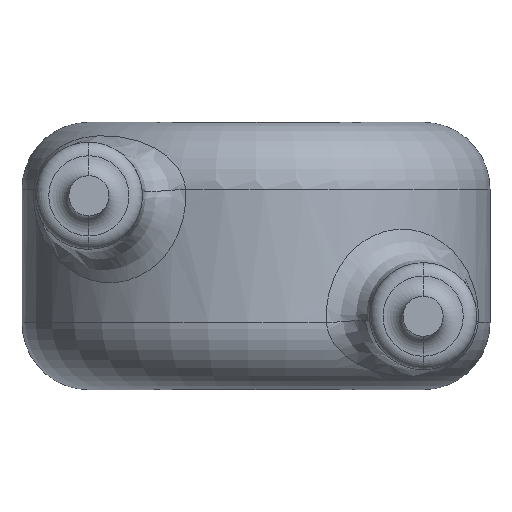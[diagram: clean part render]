
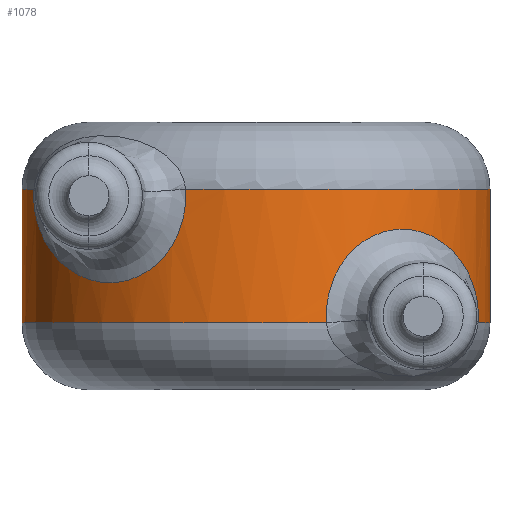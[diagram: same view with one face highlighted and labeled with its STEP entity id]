
A CAD part, front view. The second image highlights one B-rep face of the part: STEP entity #1078.
In plain terms, the highlighted cylindrical face has radius 3.5 mm (diameter 7 mm), a partial arc.
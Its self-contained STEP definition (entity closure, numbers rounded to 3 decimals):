
#2 = B_SPLINE_CURVE_WITH_KNOTS ( 'NONE', 3,
 ( #725, #731, #732, #733, #734, #735, #736, #737, #738, #739, #740, #741, #742, #743, #744, #745, #746, #747, #748, #749, #750, #751 ),
 .UNSPECIFIED., .F., .F.,
 ( 4, 2, 2, 2, 2, 2, 2, 2, 2, 2, 4 ),
 ( 0., 0., 0.001, 0.001, 0.002, 0.002, 0.003, 0.004, 0.004, 0.005, 0.005 ),
 .UNSPECIFIED. ) ;
#18 = B_SPLINE_CURVE_WITH_KNOTS ( 'NONE', 3,
 ( #234, #238, #239, #240, #241, #242, #243, #244, #245, #246, #247, #248, #249, #250, #251, #252, #253, #254, #255, #256, #257, #258 ),
 .UNSPECIFIED., .F., .F.,
 ( 4, 2, 2, 2, 2, 2, 2, 2, 2, 2, 4 ),
 ( 0., 0., 0.001, 0.001, 0.002, 0.002, 0.003, 0.004, 0.004, 0.005, 0.005 ),
 .UNSPECIFIED. ) ;
#39 = FACE_OUTER_BOUND ( 'NONE', #1037, .T. ) ;
#42 = CIRCLE ( 'NONE', #68, 3.5 ) ;
#44 = CYLINDRICAL_SURFACE ( 'NONE', #2103, 3.5 ) ;
#68 = AXIS2_PLACEMENT_3D ( 'NONE', #218, #219, #220 ) ;
#218 = CARTESIAN_POINT ( 'NONE',  ( 0., 6.2, 1. ) ) ;
#219 = DIRECTION ( 'NONE',  ( 0., 0., -1. ) ) ;
#220 = DIRECTION ( 'NONE',  ( 1., 0., 0. ) ) ;
#234 = CARTESIAN_POINT ( 'NONE',  ( -1.053, 2.862, 1. ) ) ;
#238 = CARTESIAN_POINT ( 'NONE',  ( -1.047, 2.86, 0.899 ) ) ;
#239 = CARTESIAN_POINT ( 'NONE',  ( -1.05, 2.861, 0.798 ) ) ;
#240 = CARTESIAN_POINT ( 'NONE',  ( -1.077, 2.87, 0.6 ) ) ;
#241 = CARTESIAN_POINT ( 'NONE',  ( -1.101, 2.878, 0.501 ) ) ;
#242 = CARTESIAN_POINT ( 'NONE',  ( -1.202, 2.912, 0.219 ) ) ;
#243 = CARTESIAN_POINT ( 'NONE',  ( -1.31, 2.951, 0.047 ) ) ;
#244 = CARTESIAN_POINT ( 'NONE',  ( -1.584, 3.075, -0.221 ) ) ;
#245 = CARTESIAN_POINT ( 'NONE',  ( -1.748, 3.162, -0.315 ) ) ;
#246 = CARTESIAN_POINT ( 'NONE',  ( -2.075, 3.375, -0.408 ) ) ;
#247 = CARTESIAN_POINT ( 'NONE',  ( -2.238, 3.501, -0.41 ) ) ;
#248 = CARTESIAN_POINT ( 'NONE',  ( -2.527, 3.77, -0.352 ) ) ;
#249 = CARTESIAN_POINT ( 'NONE',  ( -2.658, 3.915, -0.293 ) ) ;
#250 = CARTESIAN_POINT ( 'NONE',  ( -2.883, 4.206, -0.14 ) ) ;
#251 = CARTESIAN_POINT ( 'NONE',  ( -2.978, 4.353, -0.046 ) ) ;
#252 = CARTESIAN_POINT ( 'NONE',  ( -3.14, 4.645, 0.175 ) ) ;
#253 = CARTESIAN_POINT ( 'NONE',  ( -3.206, 4.79, 0.299 ) ) ;
#254 = CARTESIAN_POINT ( 'NONE',  ( -3.279, 4.975, 0.526 ) ) ;
#255 = CARTESIAN_POINT ( 'NONE',  ( -3.299, 5.031, 0.609 ) ) ;
#256 = CARTESIAN_POINT ( 'NONE',  ( -3.324, 5.105, 0.796 ) ) ;
#257 = CARTESIAN_POINT ( 'NONE',  ( -3.328, 5.117, 0.9 ) ) ;
#258 = CARTESIAN_POINT ( 'NONE',  ( -3.322, 5.097, 1. ) ) ;
#268 = DIRECTION ( 'NONE',  ( -1., 0., 0. ) ) ;
#269 = DIRECTION ( 'NONE',  ( 0., 0., -1. ) ) ;
#270 = CARTESIAN_POINT ( 'NONE',  ( 0., 6.2, 2. ) ) ;
#629 = CARTESIAN_POINT ( 'NONE',  ( -3.5, 6.2, 1. ) ) ;
#634 = CARTESIAN_POINT ( 'NONE',  ( -3.5, 6.2, -1. ) ) ;
#635 = CARTESIAN_POINT ( 'NONE',  ( 3.322, 5.097, -1. ) ) ;
#636 = CARTESIAN_POINT ( 'NONE',  ( -1.053, 2.862, 1. ) ) ;
#641 = CARTESIAN_POINT ( 'NONE',  ( 1.053, 2.862, -1. ) ) ;
#642 = CARTESIAN_POINT ( 'NONE',  ( 3.5, 6.2, 1. ) ) ;
#654 = CARTESIAN_POINT ( 'NONE',  ( -3.322, 5.097, 1. ) ) ;
#655 = CARTESIAN_POINT ( 'NONE',  ( 3.5, 6.2, -1. ) ) ;
#674 = CARTESIAN_POINT ( 'NONE',  ( 0., 6.2, 1. ) ) ;
#682 = DIRECTION ( 'NONE',  ( 0., 0., -1. ) ) ;
#683 = DIRECTION ( 'NONE',  ( 1., 0., 0. ) ) ;
#704 = CARTESIAN_POINT ( 'NONE',  ( -3.5, 6.2, 2. ) ) ;
#705 = DIRECTION ( 'NONE',  ( 0., 0., -1. ) ) ;
#725 = CARTESIAN_POINT ( 'NONE',  ( 1.053, 2.862, -1. ) ) ;
#731 = CARTESIAN_POINT ( 'NONE',  ( 1.047, 2.86, -0.899 ) ) ;
#732 = CARTESIAN_POINT ( 'NONE',  ( 1.05, 2.861, -0.798 ) ) ;
#733 = CARTESIAN_POINT ( 'NONE',  ( 1.077, 2.87, -0.6 ) ) ;
#734 = CARTESIAN_POINT ( 'NONE',  ( 1.101, 2.878, -0.501 ) ) ;
#735 = CARTESIAN_POINT ( 'NONE',  ( 1.202, 2.912, -0.219 ) ) ;
#736 = CARTESIAN_POINT ( 'NONE',  ( 1.31, 2.951, -0.047 ) ) ;
#737 = CARTESIAN_POINT ( 'NONE',  ( 1.584, 3.075, 0.221 ) ) ;
#738 = CARTESIAN_POINT ( 'NONE',  ( 1.748, 3.162, 0.315 ) ) ;
#739 = CARTESIAN_POINT ( 'NONE',  ( 2.075, 3.375, 0.408 ) ) ;
#740 = CARTESIAN_POINT ( 'NONE',  ( 2.238, 3.501, 0.41 ) ) ;
#741 = CARTESIAN_POINT ( 'NONE',  ( 2.527, 3.77, 0.352 ) ) ;
#742 = CARTESIAN_POINT ( 'NONE',  ( 2.658, 3.915, 0.293 ) ) ;
#743 = CARTESIAN_POINT ( 'NONE',  ( 2.883, 4.206, 0.14 ) ) ;
#744 = CARTESIAN_POINT ( 'NONE',  ( 2.978, 4.353, 0.046 ) ) ;
#745 = CARTESIAN_POINT ( 'NONE',  ( 3.14, 4.645, -0.175 ) ) ;
#746 = CARTESIAN_POINT ( 'NONE',  ( 3.206, 4.79, -0.299 ) ) ;
#747 = CARTESIAN_POINT ( 'NONE',  ( 3.279, 4.975, -0.526 ) ) ;
#748 = CARTESIAN_POINT ( 'NONE',  ( 3.299, 5.031, -0.609 ) ) ;
#749 = CARTESIAN_POINT ( 'NONE',  ( 3.324, 5.105, -0.796 ) ) ;
#750 = CARTESIAN_POINT ( 'NONE',  ( 3.328, 5.117, -0.9 ) ) ;
#751 = CARTESIAN_POINT ( 'NONE',  ( 3.322, 5.097, -1. ) ) ;
#752 = CARTESIAN_POINT ( 'NONE',  ( 0., 6.2, -1. ) ) ;
#753 = DIRECTION ( 'NONE',  ( 0., 0., 1. ) ) ;
#754 = DIRECTION ( 'NONE',  ( 1., 0., 0. ) ) ;
#755 = CARTESIAN_POINT ( 'NONE',  ( 0., 6.2, -1. ) ) ;
#758 = CARTESIAN_POINT ( 'NONE',  ( 3.5, 6.2, 2. ) ) ;
#759 = DIRECTION ( 'NONE',  ( 0., 0., -1. ) ) ;
#763 = DIRECTION ( 'NONE',  ( 0., 0., 1. ) ) ;
#764 = DIRECTION ( 'NONE',  ( 1., 0., 0. ) ) ;
#848 = AXIS2_PLACEMENT_3D ( 'NONE', #674, #682, #683 ) ;
#854 = AXIS2_PLACEMENT_3D ( 'NONE', #752, #753, #754 ) ;
#856 = AXIS2_PLACEMENT_3D ( 'NONE', #755, #763, #764 ) ;
#892 = EDGE_CURVE ( 'NONE', #1131, #1107, #42, .T. ) ;
#896 = EDGE_CURVE ( 'NONE', #1111, #1131, #18, .T. ) ;
#907 = ORIENTED_EDGE ( 'NONE', *, *, #1162, .T. ) ;
#914 = ORIENTED_EDGE ( 'NONE', *, *, #1172, .F. ) ;
#935 = ORIENTED_EDGE ( 'NONE', *, *, #1154, .T. ) ;
#936 = ORIENTED_EDGE ( 'NONE', *, *, #1169, .T. ) ;
#950 = ORIENTED_EDGE ( 'NONE', *, *, #896, .T. ) ;
#997 = ORIENTED_EDGE ( 'NONE', *, *, #1174, .T. ) ;
#1001 = ORIENTED_EDGE ( 'NONE', *, *, #1170, .T. ) ;
#1018 = ORIENTED_EDGE ( 'NONE', *, *, #892, .T. ) ;
#1037 = EDGE_LOOP ( 'NONE', ( #914, #935, #950, #1018, #907, #1001, #936, #997 ) ) ;
#1078 = ADVANCED_FACE ( 'NONE', ( #39 ), #44, .T. ) ;
#1107 = VERTEX_POINT ( 'NONE', #629 ) ;
#1108 = VERTEX_POINT ( 'NONE', #634 ) ;
#1110 = VERTEX_POINT ( 'NONE', #635 ) ;
#1111 = VERTEX_POINT ( 'NONE', #636 ) ;
#1116 = VERTEX_POINT ( 'NONE', #641 ) ;
#1117 = VERTEX_POINT ( 'NONE', #642 ) ;
#1131 = VERTEX_POINT ( 'NONE', #654 ) ;
#1132 = VERTEX_POINT ( 'NONE', #655 ) ;
#1154 = EDGE_CURVE ( 'NONE', #1117, #1111, #2053, .T. ) ;
#1162 = EDGE_CURVE ( 'NONE', #1107, #1108, #2056, .T. ) ;
#1169 = EDGE_CURVE ( 'NONE', #1116, #1110, #2, .T. ) ;
#1170 = EDGE_CURVE ( 'NONE', #1108, #1116, #2070, .T. ) ;
#1172 = EDGE_CURVE ( 'NONE', #1117, #1132, #2068, .T. ) ;
#1174 = EDGE_CURVE ( 'NONE', #1110, #1132, #2074, .T. ) ;
#2053 = CIRCLE ( 'NONE', #848, 3.5 ) ;
#2056 = LINE ( 'NONE', #704, #2059 ) ;
#2059 = VECTOR ( 'NONE', #705, 1000. ) ;
#2068 = LINE ( 'NONE', #758, #2069 ) ;
#2069 = VECTOR ( 'NONE', #759, 1000. ) ;
#2070 = CIRCLE ( 'NONE', #854, 3.5 ) ;
#2074 = CIRCLE ( 'NONE', #856, 3.5 ) ;
#2103 = AXIS2_PLACEMENT_3D ( 'NONE', #270, #269, #268 ) ;
